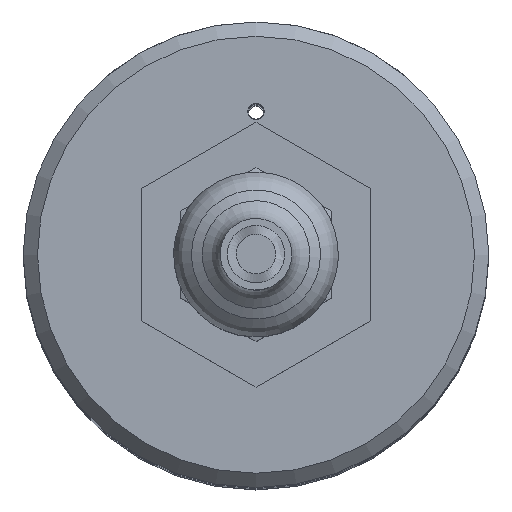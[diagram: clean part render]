
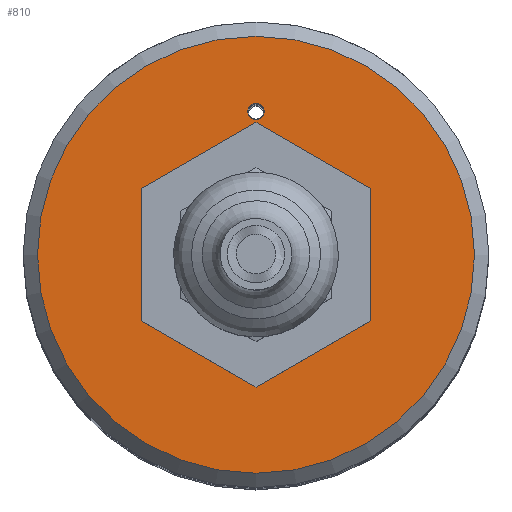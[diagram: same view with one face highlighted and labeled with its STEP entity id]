
A CAD part, top view. The second image highlights one B-rep face of the part: STEP entity #810.
In plain terms, the highlighted planar face has unit normal (0, 0, 1).
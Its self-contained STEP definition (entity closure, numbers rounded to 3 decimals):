
#84 = CARTESIAN_POINT ( 'NONE',  ( 14.25, 0., 0. ) ) ;
#109 = CARTESIAN_POINT ( 'NONE',  ( 0., 0., 0. ) ) ;
#192 = CIRCLE ( 'NONE', #1076, 30.5 ) ;
#293 = DIRECTION ( 'NONE',  ( 1., 0., 0. ) ) ;
#361 = DIRECTION ( 'NONE',  ( 0., 0., 1. ) ) ;
#370 = EDGE_LOOP ( 'NONE', ( #1094 ) ) ;
#639 = DIRECTION ( 'NONE',  ( 1., 0., 0. ) ) ;
#701 = AXIS2_PLACEMENT_3D ( 'NONE', #109, #1334, #293 ) ;
#794 = EDGE_CURVE ( 'NONE', #1916, #1916, #2012, .T. ) ;
#810 = ADVANCED_FACE ( 'NONE', ( #1279, #1985, #1556 ), #1668, .T. ) ;
#863 = CIRCLE ( 'NONE', #701, 14.25 ) ;
#866 = AXIS2_PLACEMENT_3D ( 'NONE', #981, #2163, #1151 ) ;
#935 = VERTEX_POINT ( 'NONE', #1321 ) ;
#941 = EDGE_CURVE ( 'NONE', #1154, #1154, #863, .T. ) ;
#972 = CARTESIAN_POINT ( 'NONE',  ( 1.15, 20., 0. ) ) ;
#981 = CARTESIAN_POINT ( 'NONE',  ( 0., 20., 0. ) ) ;
#1026 = EDGE_LOOP ( 'NONE', ( #1500 ) ) ;
#1076 = AXIS2_PLACEMENT_3D ( 'NONE', #1409, #361, #1588 ) ;
#1094 = ORIENTED_EDGE ( 'NONE', *, *, #794, .T. ) ;
#1151 = DIRECTION ( 'NONE',  ( 1., 0., 0. ) ) ;
#1154 = VERTEX_POINT ( 'NONE', #84 ) ;
#1278 = ORIENTED_EDGE ( 'NONE', *, *, #941, .T. ) ;
#1279 = FACE_BOUND ( 'NONE', #370, .T. ) ;
#1321 = CARTESIAN_POINT ( 'NONE',  ( 30.5, 0., 0. ) ) ;
#1334 = DIRECTION ( 'NONE',  ( 0., 0., -1. ) ) ;
#1409 = CARTESIAN_POINT ( 'NONE',  ( 0., 0., 0. ) ) ;
#1437 = AXIS2_PLACEMENT_3D ( 'NONE', #1502, #1994, #639 ) ;
#1500 = ORIENTED_EDGE ( 'NONE', *, *, #1866, .T. ) ;
#1502 = CARTESIAN_POINT ( 'NONE',  ( 0., 0., 0. ) ) ;
#1556 = FACE_BOUND ( 'NONE', #1803, .T. ) ;
#1588 = DIRECTION ( 'NONE',  ( 1., 0., 0. ) ) ;
#1668 = PLANE ( 'NONE',  #1437 ) ;
#1803 = EDGE_LOOP ( 'NONE', ( #1278 ) ) ;
#1866 = EDGE_CURVE ( 'NONE', #935, #935, #192, .T. ) ;
#1916 = VERTEX_POINT ( 'NONE', #972 ) ;
#1985 = FACE_OUTER_BOUND ( 'NONE', #1026, .T. ) ;
#1994 = DIRECTION ( 'NONE',  ( 0., 0., 1. ) ) ;
#2012 = CIRCLE ( 'NONE', #866, 1.15 ) ;
#2163 = DIRECTION ( 'NONE',  ( 0., 0., -1. ) ) ;
